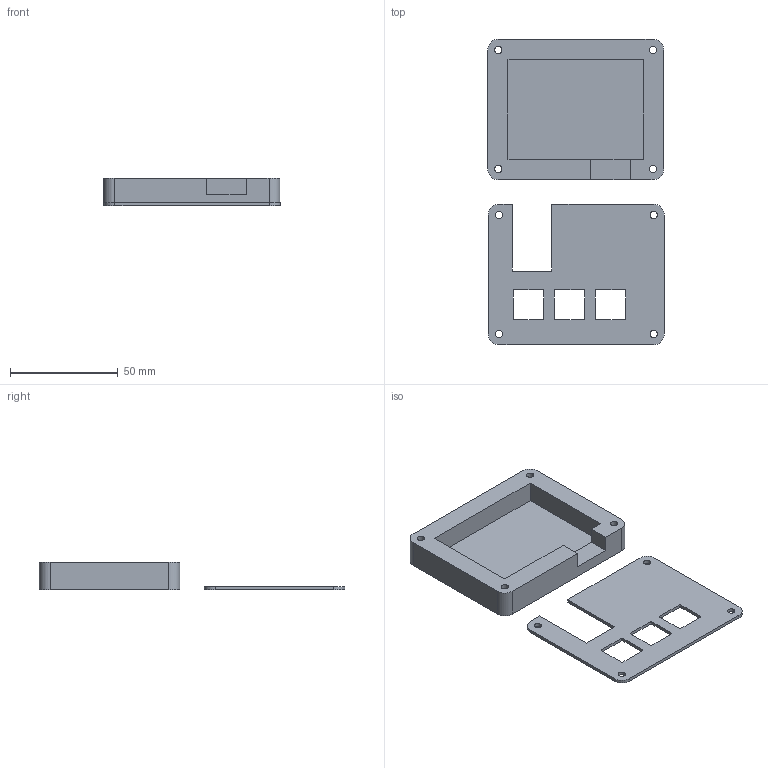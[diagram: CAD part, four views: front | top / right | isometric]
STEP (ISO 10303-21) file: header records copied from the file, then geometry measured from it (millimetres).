
FILE_DESCRIPTION(/* description */ (''),/* implementation_level */ '2;1');
FILE_NAME(/* name */ 'keyboard v3.step',/* time_stamp */ '2025-06-26T17:10:26-04:00',/* author */ (''),/* organization */ (''),/* preprocessor_version */ 'ST-DEVELOPER v20.1',/* originating_system */ 'Autodesk Translation Framework v14.10.0.0',/* authorisation */ '');
FILE_SCHEMA (('AUTOMOTIVE_DESIGN { 1 0 10303 214 3 1 1 }'));
Length unit declared in the file: millimetre
Products named in the file (3): keyboard; acise03; keyboard top
Assembly tree (2 placements, depth 3):
  keyboard
    acise03
      keyboard top
Bounding box: 82.22 x 141.93 x 13 mm (x, y, z)
Volume: 44256.4 mm3; surface area: 26106 mm2
Topology: 2 solids, 2 shells, 250 faces, 693 edges, 462 vertices
Faces by surface type: bspline 145, plane 73, cylinder 32
Full cylindrical faces by diameter (mm): 3.4 x8, 6 x4
Entity records: 9449 total; most frequent: CARTESIAN_POINT 3875, ORIENTED_EDGE 1386, EDGE_CURVE 693, DIRECTION 687, VERTEX_POINT 462, LINE 339, VECTOR 339, B_SPLINE_CURVE_WITH_KNOTS 290
